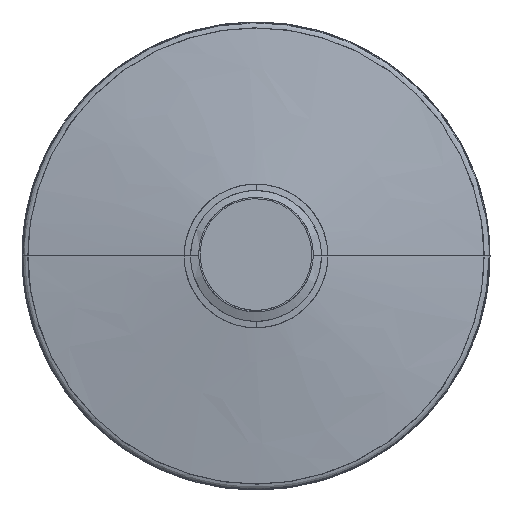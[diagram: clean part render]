
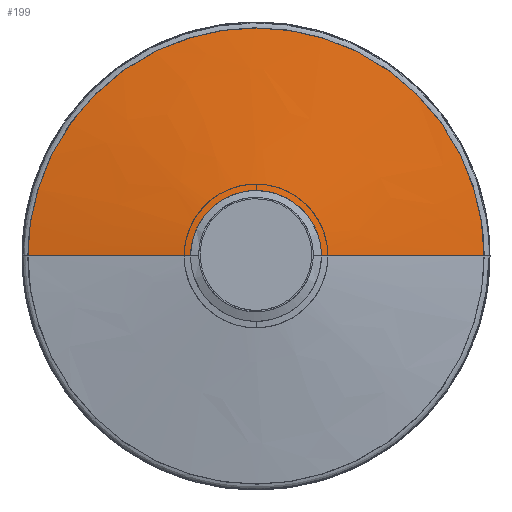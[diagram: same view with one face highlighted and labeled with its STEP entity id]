
A CAD part, top view. The second image highlights one B-rep face of the part: STEP entity #199.
In plain terms, the highlighted free-form (B-spline) face has degree [2, 1] with [5, 2] control points.
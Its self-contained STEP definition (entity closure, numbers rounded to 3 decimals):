
#199=ADVANCED_FACE($,(#427),#2860,.T.);
#427=FACE_OUTER_BOUND($,#656,.T.);
#656=EDGE_LOOP($,(#912,#913,#914,#915));
#912=ORIENTED_EDGE($,*,*,#1997,.T.);
#913=ORIENTED_EDGE($,*,*,#1981,.F.);
#914=ORIENTED_EDGE($,*,*,#1984,.F.);
#915=ORIENTED_EDGE($,*,*,#1983,.T.);
#1981=EDGE_CURVE($,#2522,#2521,#3423,.T.);
#1983=EDGE_CURVE($,#2524,#2523,#3425,.T.);
#1984=EDGE_CURVE($,#2524,#2522,#2993,.T.);
#1997=EDGE_CURVE($,#2523,#2521,#2997,.T.);
#2521=VERTEX_POINT($,#3997);
#2522=VERTEX_POINT($,#3998);
#2523=VERTEX_POINT($,#3999);
#2524=VERTEX_POINT($,#4000);
#2860=(
BOUNDED_SURFACE()
B_SPLINE_SURFACE(2,1,((#3826,#3827),(#3828,#3829),(#3830,#3831),(#3832,#3833),
(#3834,#3835)),.UNSPECIFIED.,.F.,.F.,.F.)
B_SPLINE_SURFACE_WITH_KNOTS((3,2,3),(2,2),(0.,522.682,1045.365),
(87.67,305.473),.UNSPECIFIED.)
GEOMETRIC_REPRESENTATION_ITEM()
RATIONAL_B_SPLINE_SURFACE(((1.,1.),(0.707,0.707),
(1.,1.),(0.707,0.707),(1.,1.)))
REPRESENTATION_ITEM($)
SURFACE()
);
#2993=B_SPLINE_CURVE_WITH_KNOTS($,1,(#3699,#3700),.UNSPECIFIED.,.F.,.F.,
(2,2),(87.67,305.473),.UNSPECIFIED.);
#2997=B_SPLINE_CURVE_WITH_KNOTS($,1,(#3742,#3743),.UNSPECIFIED.,.F.,.F.,
(2,2),(87.67,305.473),.UNSPECIFIED.);
#3423=(
BOUNDED_CURVE()
B_SPLINE_CURVE(2,(#3684,#3685,#3686,#3687,#3688),.UNSPECIFIED.,.F.,.F.)
B_SPLINE_CURVE_WITH_KNOTS((3,2,3),(-950.332,-475.166,0.),
.UNSPECIFIED.)
CURVE()
GEOMETRIC_REPRESENTATION_ITEM()
RATIONAL_B_SPLINE_CURVE((1.,0.707,1.,0.707,1.))
REPRESENTATION_ITEM($)
);
#3425=(
BOUNDED_CURVE()
B_SPLINE_CURVE(2,(#3694,#3695,#3696,#3697,#3698),.UNSPECIFIED.,.F.,.F.)
B_SPLINE_CURVE_WITH_KNOTS((3,2,3),(-272.742,-136.371,0.),
.UNSPECIFIED.)
CURVE()
GEOMETRIC_REPRESENTATION_ITEM()
RATIONAL_B_SPLINE_CURVE((1.,0.707,1.,0.707,1.))
REPRESENTATION_ITEM($)
);
#3684=CARTESIAN_POINT($,(-302.5,116.287,-425.215));
#3685=CARTESIAN_POINT($,(-302.5,418.787,-425.215));
#3686=CARTESIAN_POINT($,(0.,418.787,-425.215));
#3687=CARTESIAN_POINT($,(302.5,418.787,-425.215));
#3688=CARTESIAN_POINT($,(302.5,116.287,-425.215));
#3694=CARTESIAN_POINT($,(-86.816,116.287,-394.903));
#3695=CARTESIAN_POINT($,(-86.816,203.104,-394.903));
#3696=CARTESIAN_POINT($,(0.,203.104,-394.903));
#3697=CARTESIAN_POINT($,(86.816,203.104,-394.903));
#3698=CARTESIAN_POINT($,(86.816,116.287,-394.903));
#3699=CARTESIAN_POINT($,(-86.816,116.287,-394.903));
#3700=CARTESIAN_POINT($,(-302.5,116.287,-425.215));
#3742=CARTESIAN_POINT($,(86.816,116.287,-394.903));
#3743=CARTESIAN_POINT($,(302.5,116.287,-425.215));
#3826=CARTESIAN_POINT($,(-86.816,116.287,-394.903));
#3827=CARTESIAN_POINT($,(-302.5,116.287,-425.215));
#3828=CARTESIAN_POINT($,(-86.816,203.104,-394.903));
#3829=CARTESIAN_POINT($,(-302.5,418.787,-425.215));
#3830=CARTESIAN_POINT($,(0.,203.104,-394.903));
#3831=CARTESIAN_POINT($,(0.,418.787,-425.215));
#3832=CARTESIAN_POINT($,(86.816,203.104,-394.903));
#3833=CARTESIAN_POINT($,(302.5,418.787,-425.215));
#3834=CARTESIAN_POINT($,(86.816,116.287,-394.903));
#3835=CARTESIAN_POINT($,(302.5,116.287,-425.215));
#3997=CARTESIAN_POINT($,(302.5,116.287,-425.215));
#3998=CARTESIAN_POINT($,(-302.5,116.287,-425.215));
#3999=CARTESIAN_POINT($,(86.816,116.287,-394.903));
#4000=CARTESIAN_POINT($,(-86.816,116.287,-394.903));
